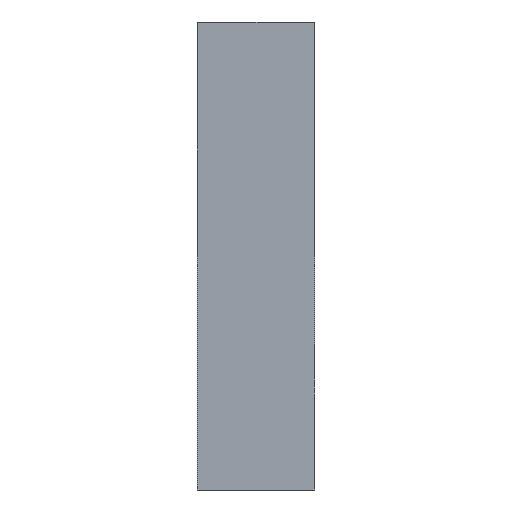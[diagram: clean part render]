
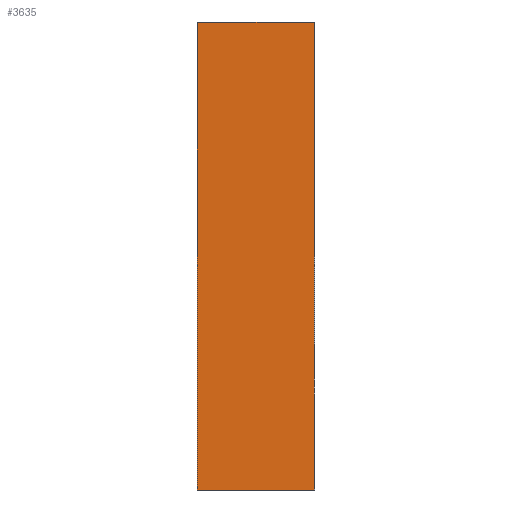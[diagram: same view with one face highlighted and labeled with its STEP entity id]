
A CAD part, left-side view. The second image highlights one B-rep face of the part: STEP entity #3635.
In plain terms, the highlighted planar face has unit normal (-1, 0, 0).
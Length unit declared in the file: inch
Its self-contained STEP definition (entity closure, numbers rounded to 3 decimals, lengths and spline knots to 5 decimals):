
#136 = DIRECTION ( 'NONE',  ( 0., -1., 0. ) ) ;
#203 = VERTEX_POINT ( 'NONE', #4104 ) ;
#219 = LINE ( 'NONE', #515, #1369 ) ;
#224 = ORIENTED_EDGE ( 'NONE', *, *, #1505, .F. ) ;
#230 = LINE ( 'NONE', #1707, #4175 ) ;
#376 = ORIENTED_EDGE ( 'NONE', *, *, #4026, .T. ) ;
#432 = PLANE ( 'NONE',  #2911 ) ;
#515 = CARTESIAN_POINT ( 'NONE',  ( -4.8125, 1., 2. ) ) ;
#842 = CARTESIAN_POINT ( 'NONE',  ( -4.8125, 0., -2. ) ) ;
#976 = CARTESIAN_POINT ( 'NONE',  ( -4.8125, 1., 2. ) ) ;
#1044 = LINE ( 'NONE', #3265, #1149 ) ;
#1133 = DIRECTION ( 'NONE',  ( 0., 0., -1. ) ) ;
#1149 = VECTOR ( 'NONE', #1832, 39.37008 ) ;
#1163 = VERTEX_POINT ( 'NONE', #4251 ) ;
#1186 = LINE ( 'NONE', #842, #1286 ) ;
#1218 = DIRECTION ( 'NONE',  ( 0., 0., -1. ) ) ;
#1286 = VECTOR ( 'NONE', #136, 39.37008 ) ;
#1299 = DIRECTION ( 'NONE',  ( 0., 0., -1. ) ) ;
#1369 = VECTOR ( 'NONE', #1218, 39.37008 ) ;
#1505 = EDGE_CURVE ( 'NONE', #1163, #2669, #230, .T. ) ;
#1707 = CARTESIAN_POINT ( 'NONE',  ( -4.8125, 0., 2. ) ) ;
#1832 = DIRECTION ( 'NONE',  ( 0., -1., 0. ) ) ;
#1911 = FACE_OUTER_BOUND ( 'NONE', #3026, .T. ) ;
#2184 = VERTEX_POINT ( 'NONE', #976 ) ;
#2669 = VERTEX_POINT ( 'NONE', #4204 ) ;
#2909 = DIRECTION ( 'NONE',  ( 1., 0., 0. ) ) ;
#2911 = AXIS2_PLACEMENT_3D ( 'NONE', #4339, #2909, #1133 ) ;
#3026 = EDGE_LOOP ( 'NONE', ( #3742, #224, #4199, #376 ) ) ;
#3265 = CARTESIAN_POINT ( 'NONE',  ( -4.8125, 0., 2. ) ) ;
#3299 = EDGE_CURVE ( 'NONE', #203, #2669, #1186, .T. ) ;
#3635 = ADVANCED_FACE ( 'NONE', ( #1911 ), #432, .F. ) ;
#3742 = ORIENTED_EDGE ( 'NONE', *, *, #3299, .T. ) ;
#3941 = EDGE_CURVE ( 'NONE', #2184, #1163, #1044, .T. ) ;
#4026 = EDGE_CURVE ( 'NONE', #2184, #203, #219, .T. ) ;
#4104 = CARTESIAN_POINT ( 'NONE',  ( -4.8125, 1., -2. ) ) ;
#4175 = VECTOR ( 'NONE', #1299, 39.37008 ) ;
#4199 = ORIENTED_EDGE ( 'NONE', *, *, #3941, .F. ) ;
#4204 = CARTESIAN_POINT ( 'NONE',  ( -4.8125, 0., -2. ) ) ;
#4251 = CARTESIAN_POINT ( 'NONE',  ( -4.8125, 0., 2. ) ) ;
#4339 = CARTESIAN_POINT ( 'NONE',  ( -4.8125, 0., 2. ) ) ;
